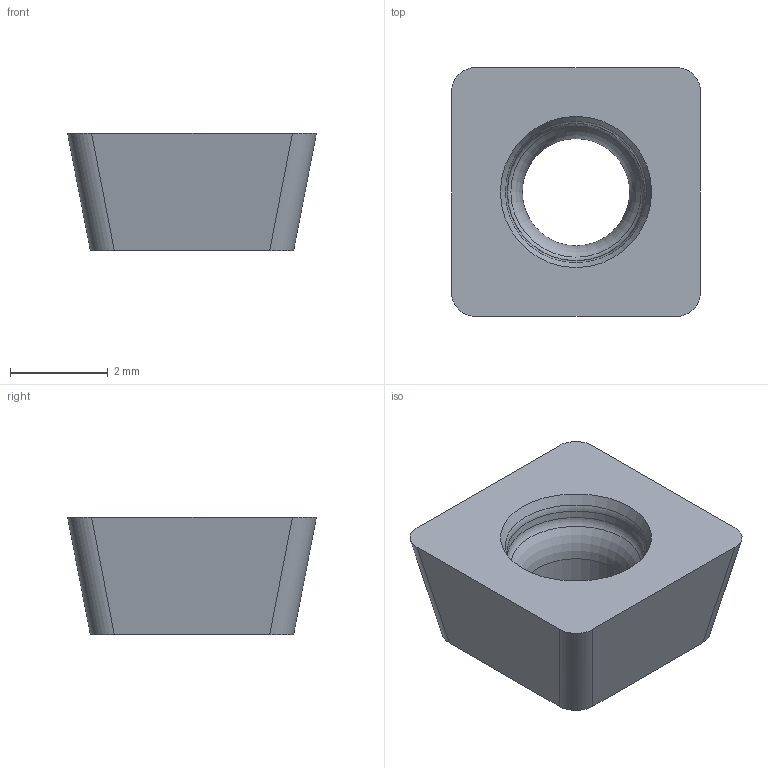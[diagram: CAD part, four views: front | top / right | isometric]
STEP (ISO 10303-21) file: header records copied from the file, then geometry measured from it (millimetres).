
FILE_DESCRIPTION(/* description */ (''),/* implementation_level */ '2;1');
FILE_NAME(/* name */ 'aaa336590_b.stp',/* time_stamp */ '2020-06-24T13:07:09+02:00',/* author */ (''),/* organization */ ('SMS'),/* preprocessor_version */ 'ST-DEVELOPER v16.7',/* originating_system */ 'SIEMENS PLM Software NX 12.0',/* authorisation */ '');
FILE_SCHEMA (('AUTOMOTIVE_DESIGN { 1 0 10303 214 3 1 1 1 }'));
Length unit declared in the file: millimetre
Products named in the file (1): AAA336590_B
Bounding box: 5.1 x 5.1 x 2.4 mm (x, y, z)
Volume: 39.9 mm3; surface area: 94.1 mm2
Topology: 1 solids, 1 shells, 16 faces, 40 edges, 28 vertices
Faces by surface type: plane 6, cylinder 5, torus 3, cone 2
Full cylindrical faces by diameter (mm): 2.2 x1
Entity records: 536 total; most frequent: CARTESIAN_POINT 119, DIRECTION 84, ORIENTED_EDGE 62, AXIS2_PLACEMENT_3D 34, EDGE_CURVE 31, EDGE_LOOP 24, VERTEX_POINT 23, ADVANCED_FACE 16
